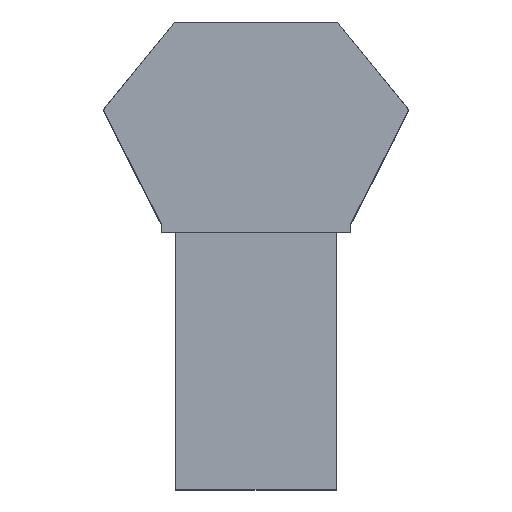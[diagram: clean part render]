
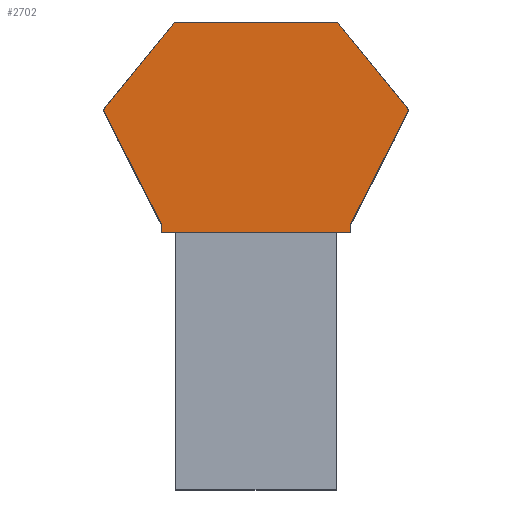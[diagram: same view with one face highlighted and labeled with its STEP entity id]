
A CAD part, top view. The second image highlights one B-rep face of the part: STEP entity #2702.
In plain terms, the highlighted planar face has unit normal (0, 0, 1).
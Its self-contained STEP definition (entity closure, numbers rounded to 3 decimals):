
#124 = VECTOR ( 'NONE', #2882, 1000. ) ;
#146 = ORIENTED_EDGE ( 'NONE', *, *, #2547, .T. ) ;
#352 = CARTESIAN_POINT ( 'NONE',  ( -253.479, 273.555, 600. ) ) ;
#370 = ORIENTED_EDGE ( 'NONE', *, *, #1009, .T. ) ;
#376 = VERTEX_POINT ( 'NONE', #2406 ) ;
#394 = EDGE_CURVE ( 'NONE', #376, #1536, #2029, .T. ) ;
#454 = VECTOR ( 'NONE', #643, 1000. ) ;
#499 = FACE_OUTER_BOUND ( 'NONE', #849, .T. ) ;
#526 = CARTESIAN_POINT ( 'NONE',  ( -475., 0., 600. ) ) ;
#531 = DIRECTION ( 'NONE',  ( 1., 0., 0. ) ) ;
#571 = DIRECTION ( 'NONE',  ( -0.629, 0.777, 0. ) ) ;
#643 = DIRECTION ( 'NONE',  ( 0., -1., 0. ) ) ;
#647 = VECTOR ( 'NONE', #2555, 1000. ) ;
#751 = ORIENTED_EDGE ( 'NONE', *, *, #1264, .T. ) ;
#754 = LINE ( 'NONE', #3476, #1539 ) ;
#778 = VECTOR ( 'NONE', #1891, 1000. ) ;
#813 = LINE ( 'NONE', #2632, #1475 ) ;
#849 = EDGE_LOOP ( 'NONE', ( #370, #3783, #1011, #146, #1755, #2413, #1861, #751 ) ) ;
#854 = CARTESIAN_POINT ( 'NONE',  ( 293.858, -380.512, 600. ) ) ;
#871 = VERTEX_POINT ( 'NONE', #526 ) ;
#931 = EDGE_CURVE ( 'NONE', #1536, #1224, #2021, .T. ) ;
#978 = LINE ( 'NONE', #1918, #2438 ) ;
#1003 = CARTESIAN_POINT ( 'NONE',  ( 293.858, -380.512, 600. ) ) ;
#1009 = EDGE_CURVE ( 'NONE', #871, #376, #1561, .T. ) ;
#1011 = ORIENTED_EDGE ( 'NONE', *, *, #931, .T. ) ;
#1031 = DIRECTION ( 'NONE',  ( 0.454, 0.891, 0. ) ) ;
#1224 = VERTEX_POINT ( 'NONE', #1003 ) ;
#1240 = EDGE_CURVE ( 'NONE', #3585, #2863, #1736, .T. ) ;
#1264 = EDGE_CURVE ( 'NONE', #1806, #871, #978, .T. ) ;
#1326 = CARTESIAN_POINT ( 'NONE',  ( 293.858, -355.512, 600. ) ) ;
#1364 = CARTESIAN_POINT ( 'NONE',  ( -293.858, -380.512, 600. ) ) ;
#1475 = VECTOR ( 'NONE', #571, 1000. ) ;
#1536 = VERTEX_POINT ( 'NONE', #2566 ) ;
#1539 = VECTOR ( 'NONE', #2036, 1000. ) ;
#1561 = LINE ( 'NONE', #2677, #778 ) ;
#1584 = VERTEX_POINT ( 'NONE', #3754 ) ;
#1598 = LINE ( 'NONE', #854, #124 ) ;
#1642 = EDGE_CURVE ( 'NONE', #1584, #1806, #754, .T. ) ;
#1736 = LINE ( 'NONE', #2180, #3300 ) ;
#1755 = ORIENTED_EDGE ( 'NONE', *, *, #1240, .T. ) ;
#1806 = VERTEX_POINT ( 'NONE', #352 ) ;
#1861 = ORIENTED_EDGE ( 'NONE', *, *, #1642, .T. ) ;
#1891 = DIRECTION ( 'NONE',  ( 0.454, -0.891, 0. ) ) ;
#1918 = CARTESIAN_POINT ( 'NONE',  ( -475., 0., 600. ) ) ;
#2004 = PLANE ( 'NONE',  #3261 ) ;
#2021 = LINE ( 'NONE', #1364, #647 ) ;
#2029 = LINE ( 'NONE', #2110, #454 ) ;
#2036 = DIRECTION ( 'NONE',  ( -1., 0., 0. ) ) ;
#2110 = CARTESIAN_POINT ( 'NONE',  ( -293.858, -355.512, 600. ) ) ;
#2180 = CARTESIAN_POINT ( 'NONE',  ( 475., 0., 600. ) ) ;
#2208 = DIRECTION ( 'NONE',  ( -0.629, -0.777, 0. ) ) ;
#2292 = DIRECTION ( 'NONE',  ( 0., 0., 1. ) ) ;
#2406 = CARTESIAN_POINT ( 'NONE',  ( -293.858, -355.512, 600. ) ) ;
#2413 = ORIENTED_EDGE ( 'NONE', *, *, #2821, .T. ) ;
#2438 = VECTOR ( 'NONE', #2208, 1000. ) ;
#2547 = EDGE_CURVE ( 'NONE', #1224, #3585, #1598, .T. ) ;
#2555 = DIRECTION ( 'NONE',  ( 1., 0., 0. ) ) ;
#2566 = CARTESIAN_POINT ( 'NONE',  ( -293.858, -380.512, 600. ) ) ;
#2632 = CARTESIAN_POINT ( 'NONE',  ( 475., 0., 600. ) ) ;
#2677 = CARTESIAN_POINT ( 'NONE',  ( -475., 0., 600. ) ) ;
#2702 = ADVANCED_FACE ( 'NONE', ( #499 ), #2004, .T. ) ;
#2821 = EDGE_CURVE ( 'NONE', #2863, #1584, #813, .T. ) ;
#2863 = VERTEX_POINT ( 'NONE', #3228 ) ;
#2882 = DIRECTION ( 'NONE',  ( 0., 1., 0. ) ) ;
#3228 = CARTESIAN_POINT ( 'NONE',  ( 475., 0., 600. ) ) ;
#3261 = AXIS2_PLACEMENT_3D ( 'NONE', #3747, #2292, #531 ) ;
#3300 = VECTOR ( 'NONE', #1031, 1000. ) ;
#3476 = CARTESIAN_POINT ( 'NONE',  ( -253.479, 273.555, 600. ) ) ;
#3585 = VERTEX_POINT ( 'NONE', #1326 ) ;
#3747 = CARTESIAN_POINT ( 'NONE',  ( 0., 0., 600. ) ) ;
#3754 = CARTESIAN_POINT ( 'NONE',  ( 253.479, 273.555, 600. ) ) ;
#3783 = ORIENTED_EDGE ( 'NONE', *, *, #394, .T. ) ;
